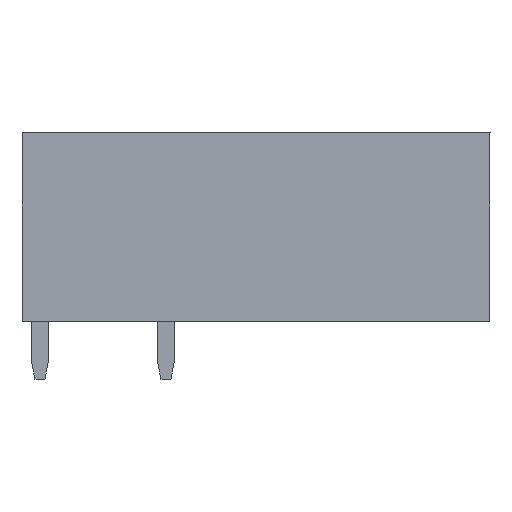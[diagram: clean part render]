
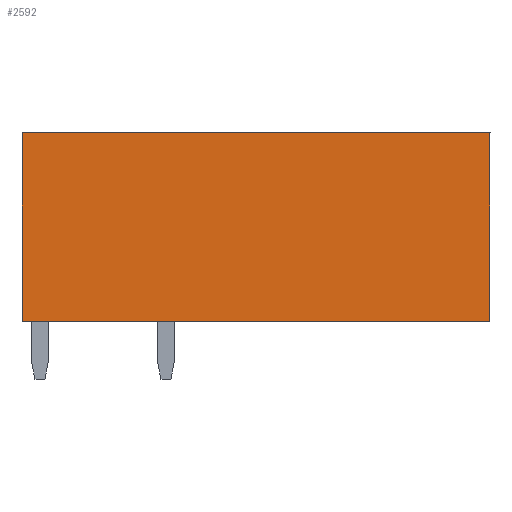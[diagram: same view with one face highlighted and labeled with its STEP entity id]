
A CAD part, left-side view. The second image highlights one B-rep face of the part: STEP entity #2592.
In plain terms, the highlighted planar face has unit normal (-1, 0, 0).
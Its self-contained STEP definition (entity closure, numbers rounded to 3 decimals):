
#2584=AXIS2_PLACEMENT_3D('Plane Axis2P3D',#2581,#2582,#2583) ;
#294=CARTESIAN_POINT('Vertex',(0.,28.3,3.5)) ;
#297=CARTESIAN_POINT('Line Origine',(0.,28.3,9.2)) ;
#301=CARTESIAN_POINT('Vertex',(0.,28.3,14.9)) ;
#578=CARTESIAN_POINT('Vertex',(0.,0.,3.5)) ;
#581=CARTESIAN_POINT('Line Origine',(0.,14.15,3.5)) ;
#668=CARTESIAN_POINT('Vertex',(0.,0.,14.9)) ;
#671=CARTESIAN_POINT('Line Origine',(0.,0.,9.2)) ;
#2569=CARTESIAN_POINT('Line Origine',(0.,14.15,14.9)) ;
#2581=CARTESIAN_POINT('Axis2P3D Location',(0.,0.,0.)) ;
#298=DIRECTION('Vector Direction',(0.,0.,1.)) ;
#582=DIRECTION('Vector Direction',(0.,1.,0.)) ;
#672=DIRECTION('Vector Direction',(0.,0.,-1.)) ;
#2570=DIRECTION('Vector Direction',(0.,-1.,0.)) ;
#2582=DIRECTION('Axis2P3D Direction',(-1.,0.,0.)) ;
#2583=DIRECTION('Axis2P3D XDirection',(0.,-1.,0.)) ;
#299=VECTOR('Line Direction',#298,1.) ;
#583=VECTOR('Line Direction',#582,1.) ;
#673=VECTOR('Line Direction',#672,1.) ;
#2571=VECTOR('Line Direction',#2570,1.) ;
#2587=ORIENTED_EDGE('',*,*,#303,.T.) ;
#2588=ORIENTED_EDGE('',*,*,#585,.T.) ;
#2589=ORIENTED_EDGE('',*,*,#675,.T.) ;
#2590=ORIENTED_EDGE('',*,*,#2573,.T.) ;
#2592=ADVANCED_FACE('HOUSING',(#2591),#2585,.T.) ;
#303=EDGE_CURVE('',#302,#295,#300,.F.) ;
#585=EDGE_CURVE('',#295,#579,#584,.F.) ;
#675=EDGE_CURVE('',#579,#669,#674,.F.) ;
#2573=EDGE_CURVE('',#669,#302,#2572,.F.) ;
#2586=EDGE_LOOP('',(#2587,#2588,#2589,#2590)) ;
#2591=FACE_OUTER_BOUND('',#2586,.T.) ;
#300=LINE('Line',#297,#299) ;
#584=LINE('Line',#581,#583) ;
#674=LINE('Line',#671,#673) ;
#2572=LINE('Line',#2569,#2571) ;
#2585=PLANE('',#2584) ;
#295=VERTEX_POINT('',#294) ;
#302=VERTEX_POINT('',#301) ;
#579=VERTEX_POINT('',#578) ;
#669=VERTEX_POINT('',#668) ;
